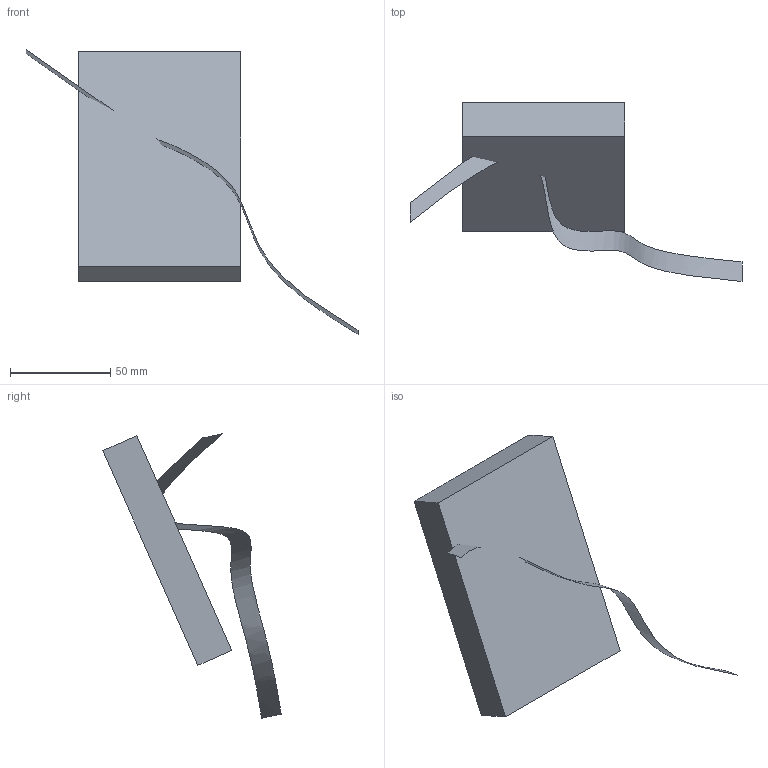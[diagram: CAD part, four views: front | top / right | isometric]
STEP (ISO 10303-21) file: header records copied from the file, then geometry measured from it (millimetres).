
FILE_DESCRIPTION(('STEP AP214'),'1');
FILE_NAME('tmp0.stp','2018-02-09T15:50:55',(' '),(' '),'Spatial InterOp 3D',' ',' ');
FILE_SCHEMA(('automotive_design'));
Length unit declared in the file: millimetre
Products named in the file (2): 1; 2
Bounding box: 165.8 x 89.17 x 142.07 mm (x, y, z)
Volume: 176135.1 mm3; surface area: 28602.1 mm2
Topology: 1 solids, 2 shells, 7 faces, 16 edges, 12 vertices
Faces by surface type: plane 6, extrusion 1
Entity records: 321 total; most frequent: CARTESIAN_POINT 58, DIRECTION 31, ORIENTED_EDGE 28, EDGE_CURVE 16, VECTOR 15, LINE 14, VERTEX_POINT 12, STYLED_ITEM 9
